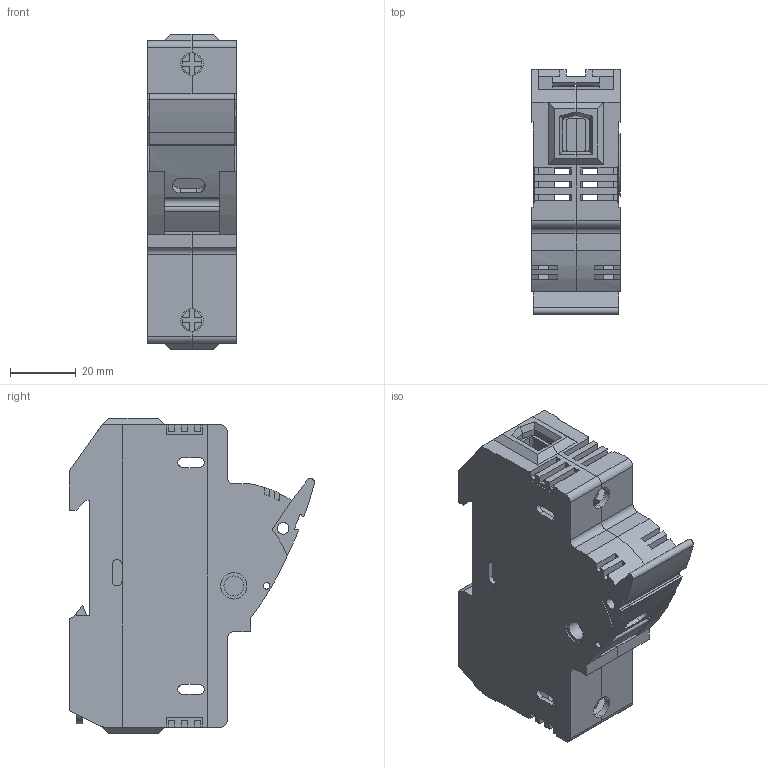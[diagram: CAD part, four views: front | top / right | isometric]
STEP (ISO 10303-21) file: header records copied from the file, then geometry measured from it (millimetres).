
FILE_DESCRIPTION((''),'2;1');
FILE_NAME('31115000.stp','2013-12-04T10:39:50',('AloisWeiner'),(''),'Autodesk Inventor 2013','Autodesk Inventor 2013','');
FILE_SCHEMA(('AUTOMOTIVE_DESIGN { 1 0 10303 214 1 1 1 1 }'));
Length unit declared in the file: millimetre
Products named in the file (6): 31115000; 79604000; 79605000; 30104000; 79606000; 79613000
Assembly tree (6 placements, depth 2):
  31115000
    79604000
    79605000
    30104000  x2
    79606000
    79613000
Bounding box: 27 x 74.58 x 96 mm (x, y, z)
Volume: 56772.8 mm3; surface area: 44882.7 mm2
Topology: 6 solids, 6 shells, 530 faces, 1586 edges, 1034 vertices
Faces by surface type: plane 427, cylinder 99, torus 4
Full cylindrical faces by diameter (mm): 2 x2, 3 x1, 3.5 x1, 4 x2, 6 x2, 8 x6, 16 x1, 19 x1
Entity records: 16672 total; most frequent: CARTESIAN_POINT 3015, ORIENTED_EDGE 2920, DIRECTION 2678, EDGE_CURVE 1460, VECTOR 1220, LINE 1220, VERTEX_POINT 958, AXIS2_PLACEMENT_3D 729
